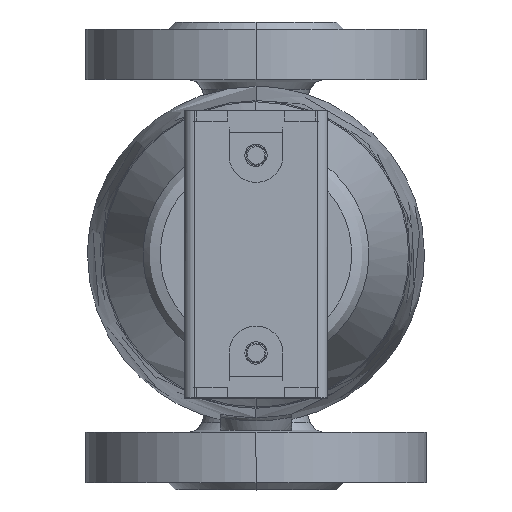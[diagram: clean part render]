
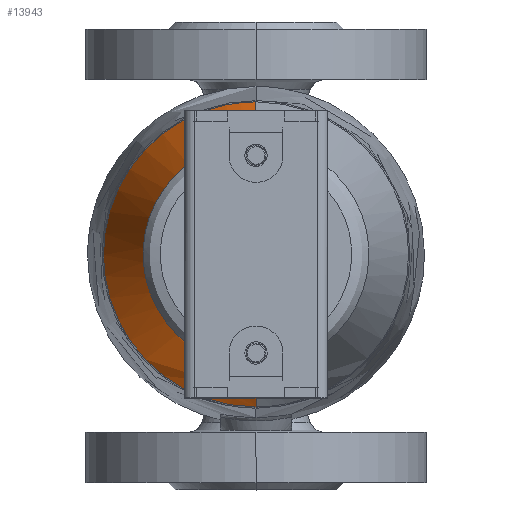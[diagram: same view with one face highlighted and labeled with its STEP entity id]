
A CAD part, top view. The second image highlights one B-rep face of the part: STEP entity #13943.
In plain terms, the highlighted free-form (B-spline) face has degree [2, 1] with [5, 2] control points.
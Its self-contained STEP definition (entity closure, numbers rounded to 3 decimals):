
#8121 = CARTESIAN_POINT ('', (0., -40., 273.782));
#8122 = VERTEX_POINT ('', #8121);
#8123 = CARTESIAN_POINT ('', (0., -42.462, 265.741));
#8124 = VERTEX_POINT ('', #8123);
#8125 = CARTESIAN_POINT ('', (0., -40., 273.782));
#8126 = CARTESIAN_POINT ('', (0., -42.462, 265.741));
#8127 = B_SPLINE_CURVE_WITH_KNOTS ('', 1, (#8125, #8126), .UNSPECIFIED., .F., .U., (2, 2), (0.777, 1.), .UNSPECIFIED.);
#8128 = EDGE_CURVE ('', #8122, #8124, #8127, .T.);
#8130 = CARTESIAN_POINT ('', (0., 42.462, 265.741));
#8131 = VERTEX_POINT ('', #8130);
#8140 = CARTESIAN_POINT ('', (0., 31.433, 301.764));
#8141 = VERTEX_POINT ('', #8140);
#8142 = CARTESIAN_POINT ('', (0., 42.462, 265.741));
#8143 = CARTESIAN_POINT ('', (0., 31.433, 301.764));
#8144 = B_SPLINE_CURVE_WITH_KNOTS ('', 1, (#8142, #8143), .UNSPECIFIED., .F., .U., (2, 2), (0., 1.), .UNSPECIFIED.);
#8145 = EDGE_CURVE ('', #8131, #8141, #8144, .T.);
#8147 = CARTESIAN_POINT ('', (0., -31.433, 301.764));
#8148 = VERTEX_POINT ('', #8147);
#8157 = CARTESIAN_POINT ('', (0., -33.721, 294.29));
#8158 = VERTEX_POINT ('', #8157);
#8159 = CARTESIAN_POINT ('', (0., -31.433, 301.764));
#8160 = CARTESIAN_POINT ('', (0., -33.721, 294.29));
#8161 = B_SPLINE_CURVE_WITH_KNOTS ('', 1, (#8159, #8160), .UNSPECIFIED., .F., .U., (2, 2), (0., 0.207), .UNSPECIFIED.);
#8162 = EDGE_CURVE ('', #8148, #8158, #8161, .T.);
#8217 = CARTESIAN_POINT ('', (-11.044, -40., 268.894));
#8218 = VERTEX_POINT ('', #8217);
#8241 = CARTESIAN_POINT ('', (-11.004, -35.547, 282.89));
#8242 = VERTEX_POINT ('', #8241);
#8249 = CARTESIAN_POINT ('', (-11.004, -35.547, 282.89));
#8250 = CARTESIAN_POINT ('', (-11.019, -37.037, 278.227));
#8251 = CARTESIAN_POINT ('', (-11.032, -38.521, 273.561));
#8252 = CARTESIAN_POINT ('', (-11.044, -40., 268.894));
#8253 = B_SPLINE_CURVE_WITH_KNOTS ('', 3, (#8249, #8250, #8251, #8252), .UNSPECIFIED., .F., .U., (4, 4), (-1.947, -0.478), .UNSPECIFIED.);
#8254 = EDGE_CURVE ('', #8242, #8218, #8253, .T.);
#8293 = CARTESIAN_POINT ('', (0., -33.721, 294.29));
#8294 = CARTESIAN_POINT ('', (-0.828, -33.721, 294.29));
#8295 = CARTESIAN_POINT ('', (-2.485, -33.719, 294.094));
#8296 = CARTESIAN_POINT ('', (-4.844, -33.725, 293.227));
#8297 = CARTESIAN_POINT ('', (-6.959, -33.782, 291.831));
#8298 = CARTESIAN_POINT ('', (-8.718, -33.949, 289.98));
#8299 = CARTESIAN_POINT ('', (-10.027, -34.281, 287.781));
#8300 = CARTESIAN_POINT ('', (-10.825, -34.809, 285.367));
#8301 = CARTESIAN_POINT ('', (-11.002, -35.285, 283.71));
#8302 = CARTESIAN_POINT ('', (-11.004, -35.547, 282.89));
#8303 = B_SPLINE_CURVE_WITH_KNOTS ('', 3, (#8293, #8294, #8295, #8296, #8297, #8298, #8299, #8300, #8301, #8302), .UNSPECIFIED., .F., .U., (4, 1, 1, 1, 1, 1, 1, 4), (-1.809, -1.55, -1.292, -1.033, -0.775, -0.517, -0.258, 0.), .UNSPECIFIED.);
#8304 = EDGE_CURVE ('', #8158, #8242, #8303, .T.);
#8559 = CARTESIAN_POINT ('', (-10., -40., 269.761));
#8560 = VERTEX_POINT ('', #8559);
#8561 = CARTESIAN_POINT ('', (-10., -40., 269.761));
#8562 = CARTESIAN_POINT ('', (-10.52, -40., 269.349));
#8563 = CARTESIAN_POINT ('', (-11.044, -40., 268.894));
#8564 = (
   BOUNDED_CURVE ()
   B_SPLINE_CURVE (2, (#8561, #8562, #8563), .UNSPECIFIED., .F., .U.)
   B_SPLINE_CURVE_WITH_KNOTS ((3, 3), (2.802, 2.919), .UNSPECIFIED.)
   CURVE ()
   GEOMETRIC_REPRESENTATION_ITEM ()
   RATIONAL_B_SPLINE_CURVE ((1.015, 1.014, 1.012))
   REPRESENTATION_ITEM ('')
);
#8565 = EDGE_CURVE ('', #8560, #8218, #8564, .T.);
#8567 = CARTESIAN_POINT ('', (0., -40., 273.782));
#8568 = CARTESIAN_POINT ('', (-4.924, -40., 273.782));
#8569 = CARTESIAN_POINT ('', (-10., -40., 269.761));
#8570 = (
   BOUNDED_CURVE ()
   B_SPLINE_CURVE (2, (#8567, #8568, #8569), .UNSPECIFIED., .F., .U.)
   B_SPLINE_CURVE_WITH_KNOTS ((3, 3), (1.564, 2.717), .UNSPECIFIED.)
   CURVE ()
   GEOMETRIC_REPRESENTATION_ITEM ()
   RATIONAL_B_SPLINE_CURVE ((1.029, 1.029, 1.013))
   REPRESENTATION_ITEM ('')
);
#8571 = EDGE_CURVE ('', #8122, #8560, #8570, .T.);
#13907 = ORIENTED_EDGE ('', *, *, #8128, .F.);
#13908 = ORIENTED_EDGE ('', *, *, #8571, .T.);
#13909 = ORIENTED_EDGE ('', *, *, #8565, .T.);
#13910 = ORIENTED_EDGE ('', *, *, #8254, .F.);
#13911 = ORIENTED_EDGE ('', *, *, #8304, .F.);
#13912 = ORIENTED_EDGE ('', *, *, #8162, .F.);
#13913 = CARTESIAN_POINT ('', (0., 31.433, 301.764));
#13914 = CARTESIAN_POINT ('', (-31.433, 31.433, 301.764));
#13915 = CARTESIAN_POINT ('', (-31.433, 0., 301.764));
#13916 = CARTESIAN_POINT ('', (-31.433, -31.433, 301.764));
#13917 = CARTESIAN_POINT ('', (0., -31.433, 301.764));
#13918 = (
   BOUNDED_CURVE ()
   B_SPLINE_CURVE (2, (#13913, #13914, #13915, #13916, #13917), .UNSPECIFIED., .F., .U.)
   B_SPLINE_CURVE_WITH_KNOTS ((3, 2, 3), (360., 450., 540.), .UNSPECIFIED.)
   CURVE ()
   GEOMETRIC_REPRESENTATION_ITEM ()
   RATIONAL_B_SPLINE_CURVE ((1., 0.707, 1., 0.707, 1.))
   REPRESENTATION_ITEM ('')
);
#13919 = EDGE_CURVE ('', #8141, #8148, #13918, .T.);
#13920 = ORIENTED_EDGE ('', *, *, #13919, .F.);
#13921 = ORIENTED_EDGE ('', *, *, #8145, .F.);
#13922 = CARTESIAN_POINT ('', (0., -42.462, 265.741));
#13923 = CARTESIAN_POINT ('', (-42.462, -42.462, 265.741));
#13924 = CARTESIAN_POINT ('', (-42.462, 0., 265.741));
#13925 = CARTESIAN_POINT ('', (-42.462, 42.462, 265.741));
#13926 = CARTESIAN_POINT ('', (0., 42.462, 265.741));
#13927 = (
   BOUNDED_CURVE ()
   B_SPLINE_CURVE (2, (#13922, #13923, #13924, #13925, #13926), .UNSPECIFIED., .F., .U.)
   B_SPLINE_CURVE_WITH_KNOTS ((3, 2, 3), (180., 270., 360.), .UNSPECIFIED.)
   CURVE ()
   GEOMETRIC_REPRESENTATION_ITEM ()
   RATIONAL_B_SPLINE_CURVE ((1., 0.707, 1., 0.707, 1.))
   REPRESENTATION_ITEM ('')
);
#13928 = EDGE_CURVE ('', #8124, #8131, #13927, .T.);
#13929 = ORIENTED_EDGE ('', *, *, #13928, .F.);
#13930 = EDGE_LOOP ('', (#13907, #13908, #13909, #13910, #13911, #13912, #13920, #13921, #13929));
#13931 = FACE_OUTER_BOUND ('', #13930, .T.);
#13932 = CARTESIAN_POINT ('', (0., -31.433, 301.764));
#13933 = CARTESIAN_POINT ('', (0., -42.462, 265.741));
#13934 = CARTESIAN_POINT ('', (-31.433, -31.433, 301.764));
#13935 = CARTESIAN_POINT ('', (-42.462, -42.462, 265.741));
#13936 = CARTESIAN_POINT ('', (-31.433, 0., 301.764));
#13937 = CARTESIAN_POINT ('', (-42.462, 0., 265.741));
#13938 = CARTESIAN_POINT ('', (-31.433, 31.433, 301.764));
#13939 = CARTESIAN_POINT ('', (-42.462, 42.462, 265.741));
#13940 = CARTESIAN_POINT ('', (0., 31.433, 301.764));
#13941 = CARTESIAN_POINT ('', (0., 42.462, 265.741));
#13942 = (
   BOUNDED_SURFACE ()
   B_SPLINE_SURFACE (2, 1, ((#13932, #13933), (#13934, #13935), (#13936, #13937), (#13938, #13939), (#13940, #13941)), .UNSPECIFIED., .F., .F., .U.)
   B_SPLINE_SURFACE_WITH_KNOTS ((3, 2, 3), (2, 2), (0.5, 0.75, 1.), (0., 1.), .UNSPECIFIED.)
   GEOMETRIC_REPRESENTATION_ITEM ()
   RATIONAL_B_SPLINE_SURFACE (((1., 1.), (0.707, 0.707), (1., 1.), (0.707, 0.707), (1., 1.)))
   REPRESENTATION_ITEM ('')
   SURFACE ()
);
#13943 = ADVANCED_FACE ('', (#13931), #13942, .T.);
